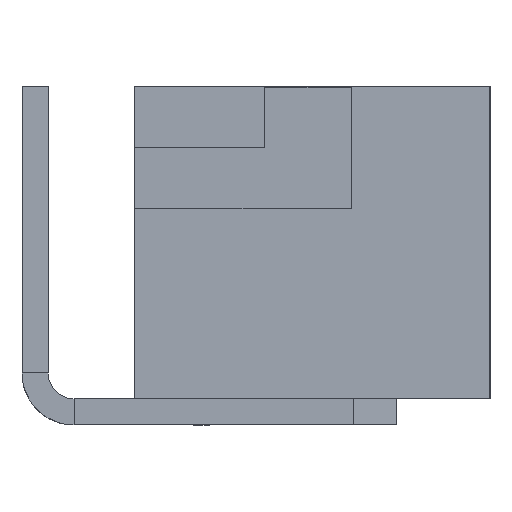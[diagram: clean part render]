
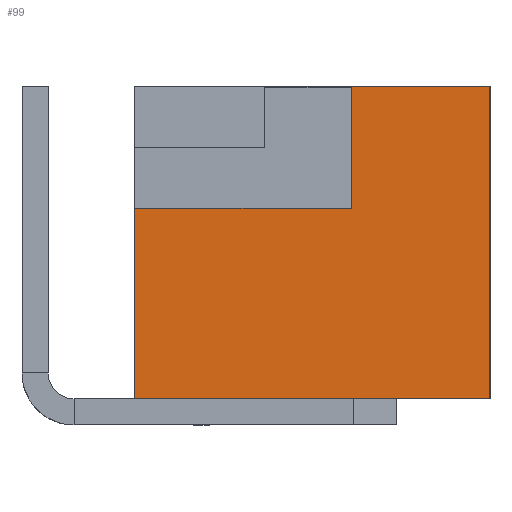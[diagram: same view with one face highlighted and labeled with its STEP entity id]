
A CAD part, left-side view. The second image highlights one B-rep face of the part: STEP entity #99.
In plain terms, the highlighted planar face has unit normal (-1, 0, 0).
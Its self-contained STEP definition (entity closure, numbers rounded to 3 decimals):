
#99=ADVANCED_FACE('',(#4086),#4088,.F.);
#4086=FACE_BOUND('',#4087,.T.);
#4087=EDGE_LOOP('',(#10725,#10726,#10727,#10728,#10729,#10730));
#4088=PLANE('',#4089);
#4089=AXIS2_PLACEMENT_3D('',#4090,#4091,#4092);
#4090=CARTESIAN_POINT('',(-5.,5.,1.8));
#4091=DIRECTION('',(1.,-0.,0.));
#4092=DIRECTION('',(0.,0.,-1.));
#10725=ORIENTED_EDGE('',*,*,#13071,.F.);
#10726=ORIENTED_EDGE('',*,*,#13072,.F.);
#10727=ORIENTED_EDGE('',*,*,#13073,.F.);
#10728=ORIENTED_EDGE('',*,*,#13074,.F.);
#10729=ORIENTED_EDGE('',*,*,#13075,.F.);
#10730=ORIENTED_EDGE('',*,*,#13076,.T.);
#13071=EDGE_CURVE('',#14252,#14253,#14254,.T.);
#13072=EDGE_CURVE('',#14255,#14252,#14256,.T.);
#13073=EDGE_CURVE('',#14257,#14255,#14258,.T.);
#13074=EDGE_CURVE('',#14259,#14257,#14260,.T.);
#13075=EDGE_CURVE('',#14261,#14259,#14262,.T.);
#13076=EDGE_CURVE('',#14261,#14253,#14263,.T.);
#14252=VERTEX_POINT('',#16223);
#14253=VERTEX_POINT('',#16224);
#14254=LINE('',#16225,#16226);
#14255=VERTEX_POINT('',#16228);
#14256=LINE('',#16229,#16230);
#14257=VERTEX_POINT('',#16232);
#14258=LINE('',#16233,#16234);
#14259=VERTEX_POINT('',#16236);
#14260=LINE('',#16237,#16238);
#14261=VERTEX_POINT('',#16240);
#14262=LINE('',#16241,#16242);
#14263=LINE('',#16244,#16245);
#16223=CARTESIAN_POINT('',(-5.,0.9,1.8));
#16224=CARTESIAN_POINT('',(-5.,0.9,-1.8));
#16225=CARTESIAN_POINT('',(-5.,0.9,1.8));
#16226=VECTOR('',#16227,1.);
#16227=DIRECTION('',(0.,0.,-1.));
#16228=CARTESIAN_POINT('',(-5.,2.5,1.8));
#16229=CARTESIAN_POINT('',(-5.,2.5,1.8));
#16230=VECTOR('',#16231,1.);
#16231=DIRECTION('',(0.,-1.,0.));
#16232=CARTESIAN_POINT('',(-5.,2.5,0.4));
#16233=CARTESIAN_POINT('',(-5.,2.5,0.4));
#16234=VECTOR('',#16235,1.);
#16235=DIRECTION('',(0.,0.,1.));
#16236=CARTESIAN_POINT('',(-5.,5.,0.4));
#16237=CARTESIAN_POINT('',(-5.,5.,0.4));
#16238=VECTOR('',#16239,1.);
#16239=DIRECTION('',(0.,-1.,0.));
#16240=CARTESIAN_POINT('',(-5.,5.,-1.8));
#16241=CARTESIAN_POINT('',(-5.,5.,-1.8));
#16242=VECTOR('',#16243,1.);
#16243=DIRECTION('',(0.,0.,1.));
#16244=CARTESIAN_POINT('',(-5.,5.,-1.8));
#16245=VECTOR('',#16246,1.);
#16246=DIRECTION('',(0.,-1.,0.));
